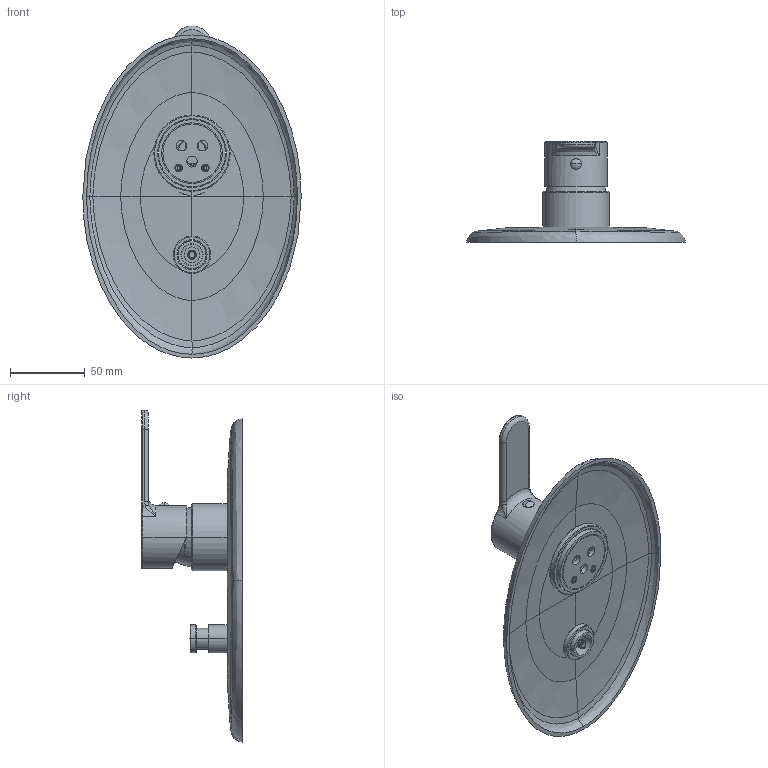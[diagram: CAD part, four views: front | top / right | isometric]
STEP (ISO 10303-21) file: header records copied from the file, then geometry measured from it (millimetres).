
FILE_DESCRIPTION((''),'2;1');
FILE_NAME('BLU015CR','2021-11-29T11:56:47',('ut3'),('PAFFONI SpA'),'CREO PARAMETRIC BY PTC INC, 2020044','CREO PARAMETRIC BY PTC INC, 2020044','');
FILE_SCHEMA(('CONFIG_CONTROL_DESIGN','SHAPE_APPEARANCE_LAYERS_GROUPS'));
Length unit declared in the file: millimetre
Products named in the file (1): BLU015CR
Bounding box: 146 x 67.3 x 222 mm (x, y, z)
Volume: 124946.8 mm3; surface area: 100171.1 mm2
Topology: 5 solids, 5 shells, 848 faces, 2284 edges, 1420 vertices
Faces by surface type: plane 353, cylinder 263, bspline 88, cone 79, torus 53, sphere 12
Entity records: 44076 total; most frequent: CARTESIAN_POINT 17282, ORIENTED_EDGE 4520, DIRECTION 4264, EDGE_CURVE 2260, AXIS2_PLACEMENT_3D 1557, VERTEX_POINT 1420, VECTOR 1150, LINE 1150
